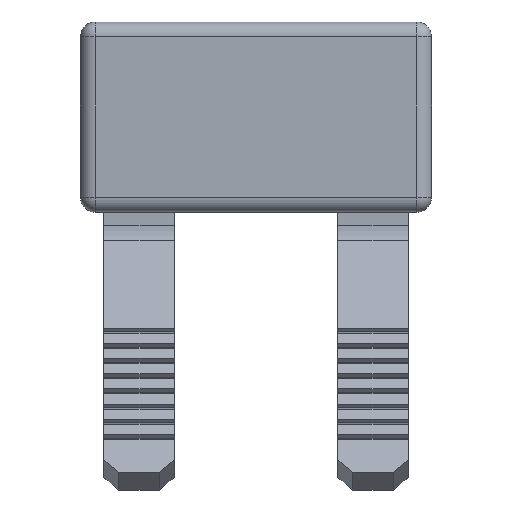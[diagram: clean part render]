
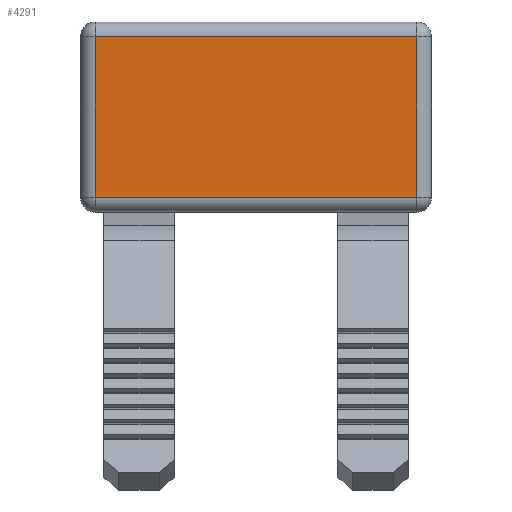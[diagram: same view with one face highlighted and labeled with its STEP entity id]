
A CAD part, front view. The second image highlights one B-rep face of the part: STEP entity #4291.
In plain terms, the highlighted planar face has unit normal (0, -1, 0).
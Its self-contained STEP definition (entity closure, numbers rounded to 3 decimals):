
#148 = LINE ( 'NONE', #1594, #4958 ) ;
#165 = EDGE_CURVE ( 'NONE', #3742, #3111, #5258, .T. ) ;
#181 = DIRECTION ( 'NONE',  ( 0., 0., 1. ) ) ;
#608 = DIRECTION ( 'NONE',  ( 0., 0., -1. ) ) ;
#789 = ORIENTED_EDGE ( 'NONE', *, *, #3860, .T. ) ;
#936 = VECTOR ( 'NONE', #2311, 1000. ) ;
#1171 = PLANE ( 'NONE',  #5473 ) ;
#1495 = CARTESIAN_POINT ( 'NONE',  ( -37.5, -1.4, -2.75 ) ) ;
#1594 = CARTESIAN_POINT ( 'NONE',  ( -26.5, -1.4, 2.75 ) ) ;
#1854 = CARTESIAN_POINT ( 'NONE',  ( -37.5, -1.4, 2.75 ) ) ;
#2113 = ORIENTED_EDGE ( 'NONE', *, *, #4102, .F. ) ;
#2218 = CARTESIAN_POINT ( 'NONE',  ( 38., -1.4, -2.75 ) ) ;
#2264 = VECTOR ( 'NONE', #4719, 1000. ) ;
#2311 = DIRECTION ( 'NONE',  ( -1., 0., 0. ) ) ;
#2417 = CARTESIAN_POINT ( 'NONE',  ( -26.5, -1.4, 2.75 ) ) ;
#2719 = LINE ( 'NONE', #2218, #936 ) ;
#3102 = EDGE_CURVE ( 'NONE', #3111, #3741, #3275, .T. ) ;
#3111 = VERTEX_POINT ( 'NONE', #1854 ) ;
#3275 = LINE ( 'NONE', #5370, #2264 ) ;
#3339 = CARTESIAN_POINT ( 'NONE',  ( 38., -1.4, 2.75 ) ) ;
#3705 = ORIENTED_EDGE ( 'NONE', *, *, #165, .T. ) ;
#3741 = VERTEX_POINT ( 'NONE', #1495 ) ;
#3742 = VERTEX_POINT ( 'NONE', #2417 ) ;
#3755 = VECTOR ( 'NONE', #4663, 1000. ) ;
#3860 = EDGE_CURVE ( 'NONE', #5032, #3742, #148, .T. ) ;
#4044 = EDGE_LOOP ( 'NONE', ( #2113, #789, #3705, #6223 ) ) ;
#4102 = EDGE_CURVE ( 'NONE', #5032, #3741, #2719, .T. ) ;
#4291 = ADVANCED_FACE ( 'NONE', ( #4924 ), #1171, .T. ) ;
#4493 = DIRECTION ( 'NONE',  ( 0., -1., 0. ) ) ;
#4663 = DIRECTION ( 'NONE',  ( -1., 0., 0. ) ) ;
#4719 = DIRECTION ( 'NONE',  ( 0., 0., -1. ) ) ;
#4724 = CARTESIAN_POINT ( 'NONE',  ( -26.5, -1.4, -2.75 ) ) ;
#4924 = FACE_OUTER_BOUND ( 'NONE', #4044, .T. ) ;
#4958 = VECTOR ( 'NONE', #181, 1000. ) ;
#5032 = VERTEX_POINT ( 'NONE', #4724 ) ;
#5258 = LINE ( 'NONE', #3339, #3755 ) ;
#5370 = CARTESIAN_POINT ( 'NONE',  ( -37.5, -1.4, -2.75 ) ) ;
#5473 = AXIS2_PLACEMENT_3D ( 'NONE', #5903, #4493, #608 ) ;
#5903 = CARTESIAN_POINT ( 'NONE',  ( 38., -1.4, -2.75 ) ) ;
#6223 = ORIENTED_EDGE ( 'NONE', *, *, #3102, .T. ) ;
